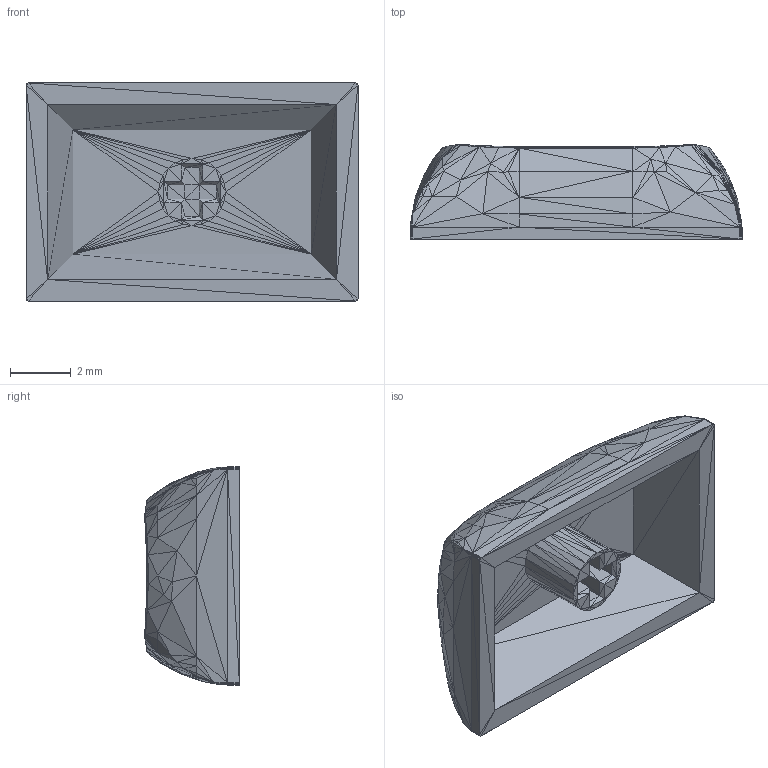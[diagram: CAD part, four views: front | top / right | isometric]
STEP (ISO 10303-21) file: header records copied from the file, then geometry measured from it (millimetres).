
FILE_DESCRIPTION(('FreeCAD Model'),'2;1');
FILE_NAME('Open CASCADE Shape Model','2022-02-09T14:51:40',('Author'),( ''),'Open CASCADE STEP processor 7.5','FreeCAD','Unknown');
FILE_SCHEMA(('AUTOMOTIVE_DESIGN { 1 0 10303 214 1 1 1 1 }'));
Length unit declared in the file: millimetre
Products named in the file (1): DSA_1_5u001
Bounding box: 10.91 x 3.11 x 7.17 mm (x, y, z)
Surface area: 297.1 mm2 (no closed solid volume)
Topology: 0 solids, 1 shells, 790 faces, 1185 edges, 397 vertices
Faces by surface type: plane 790
Entity records: 15439 total; most frequent: DIRECTION 2767, CARTESIAN_POINT 2373, ORIENTED_EDGE 2370, EDGE_CURVE 1185, LINE 1185, VECTOR 1185, AXIS2_PLACEMENT_3D 791, ADVANCED_FACE 790
